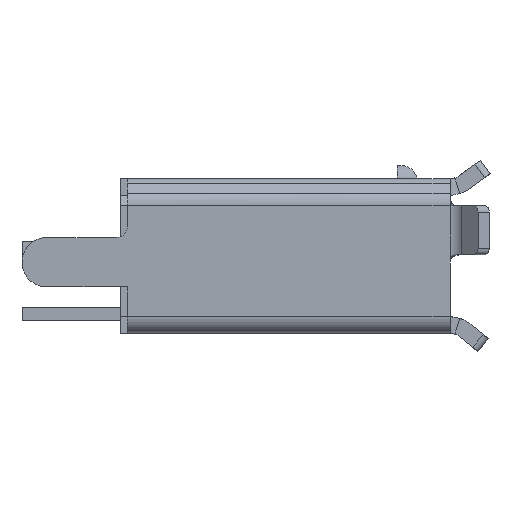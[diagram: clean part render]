
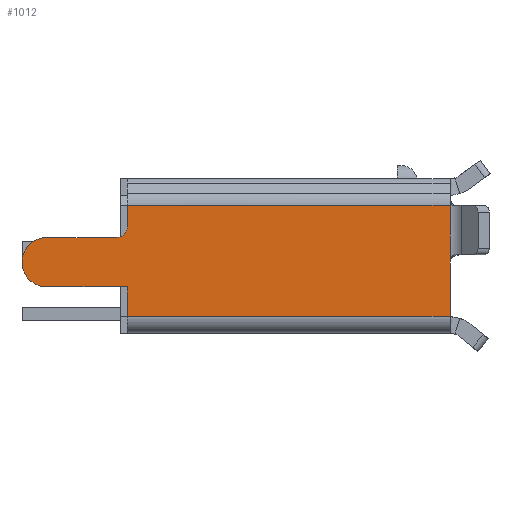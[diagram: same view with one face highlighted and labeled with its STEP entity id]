
A CAD part, left-side view. The second image highlights one B-rep face of the part: STEP entity #1012.
In plain terms, the highlighted planar face has unit normal (-1, 0, 0).
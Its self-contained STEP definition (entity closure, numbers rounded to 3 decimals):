
#1012 = ADVANCED_FACE( '', ( #2058 ), #2059, .T. );
#2058 = FACE_OUTER_BOUND( '', #3221, .T. );
#2059 = PLANE( '', #3222 );
#3221 = EDGE_LOOP( '', ( #5999, #6000, #6001, #6002, #6003, #6004, #6005, #6006, #6007, #6008, #6009 ) );
#3222 = AXIS2_PLACEMENT_3D( '', #6010, #6011, #6012 );
#5999 = ORIENTED_EDGE( '', *, *, #7830, .F. );
#6000 = ORIENTED_EDGE( '', *, *, #7878, .F. );
#6001 = ORIENTED_EDGE( '', *, *, #8087, .T. );
#6002 = ORIENTED_EDGE( '', *, *, #6999, .T. );
#6003 = ORIENTED_EDGE( '', *, *, #7554, .F. );
#6004 = ORIENTED_EDGE( '', *, *, #7778, .F. );
#6005 = ORIENTED_EDGE( '', *, *, #7437, .F. );
#6006 = ORIENTED_EDGE( '', *, *, #7922, .T. );
#6007 = ORIENTED_EDGE( '', *, *, #8088, .T. );
#6008 = ORIENTED_EDGE( '', *, *, #7974, .F. );
#6009 = ORIENTED_EDGE( '', *, *, #7674, .F. );
#6010 = CARTESIAN_POINT( '', ( -3.7, 2.45, -1.175 ) );
#6011 = DIRECTION( '', ( -1., 0., 0. ) );
#6012 = DIRECTION( '', ( 0., 0., 1. ) );
#6999 = EDGE_CURVE( '', #8438, #8436, #8439, .F. );
#7437 = EDGE_CURVE( '', #9187, #9188, #9189, .T. );
#7554 = EDGE_CURVE( '', #9365, #8436, #9366, .T. );
#7674 = EDGE_CURVE( '', #9538, #9541, #9542, .T. );
#7778 = EDGE_CURVE( '', #9188, #9365, #9684, .T. );
#7830 = EDGE_CURVE( '', #9759, #9538, #9761, .T. );
#7878 = EDGE_CURVE( '', #9823, #9759, #9825, .T. );
#7922 = EDGE_CURVE( '', #9187, #9884, #9886, .T. );
#7974 = EDGE_CURVE( '', #9541, #9942, #9948, .T. );
#8087 = EDGE_CURVE( '', #9823, #8438, #10086, .T. );
#8088 = EDGE_CURVE( '', #9884, #9942, #10087, .T. );
#8436 = VERTEX_POINT( '', #10561 );
#8438 = VERTEX_POINT( '', #10564 );
#8439 = CIRCLE( '', #10565, 0.166 );
#9187 = VERTEX_POINT( '', #11668 );
#9188 = VERTEX_POINT( '', #11669 );
#9189 = LINE( '', #11670, #11671 );
#9365 = VERTEX_POINT( '', #11928 );
#9366 = LINE( '', #11929, #11930 );
#9538 = VERTEX_POINT( '', #12190 );
#9541 = VERTEX_POINT( '', #12194 );
#9542 = LINE( '', #12195, #12196 );
#9684 = CIRCLE( '', #12406, 0.375 );
#9759 = VERTEX_POINT( '', #12516 );
#9761 = LINE( '', #12519, #12520 );
#9823 = VERTEX_POINT( '', #12614 );
#9825 = LINE( '', #12616, #12617 );
#9884 = VERTEX_POINT( '', #12710 );
#9886 = LINE( '', #12712, #12713 );
#9942 = VERTEX_POINT( '', #12806 );
#9948 = LINE( '', #12815, #12816 );
#10086 = LINE( '', #13010, #13011 );
#10087 = LINE( '', #13012, #13013 );
#10561 = CARTESIAN_POINT( '', ( -3.7, 2.616, 0.28 ) );
#10564 = CARTESIAN_POINT( '', ( -3.7, 2.45, 0.446 ) );
#10565 = AXIS2_PLACEMENT_3D( '', #13394, #13395, #13396 );
#11668 = CARTESIAN_POINT( '', ( -3.7, 2.45, -0.47 ) );
#11669 = CARTESIAN_POINT( '', ( -3.7, 3.675, -0.47 ) );
#11670 = CARTESIAN_POINT( '', ( -3.7, 2.45, -0.47 ) );
#11671 = VECTOR( '', #13907, 1000. );
#11928 = CARTESIAN_POINT( '', ( -3.7, 3.675, 0.28 ) );
#11929 = CARTESIAN_POINT( '', ( -3.7, 3.675, 0.28 ) );
#11930 = VECTOR( '', #14028, 1000. );
#12190 = CARTESIAN_POINT( '', ( -3.7, -2.45, -0.083 ) );
#12194 = CARTESIAN_POINT( '', ( -3.7, -2.45, -0.108 ) );
#12195 = CARTESIAN_POINT( '', ( -3.7, -2.45, -1.175 ) );
#12196 = VECTOR( '', #14149, 1000. );
#12406 = AXIS2_PLACEMENT_3D( '', #14236, #14237, #14238 );
#12516 = CARTESIAN_POINT( '', ( -3.7, -2.45, 0.767 ) );
#12519 = CARTESIAN_POINT( '', ( -3.7, -2.45, -1.175 ) );
#12520 = VECTOR( '', #14294, 1000. );
#12614 = CARTESIAN_POINT( '', ( -3.7, 2.45, 0.767 ) );
#12616 = CARTESIAN_POINT( '', ( -3.7, 2.45, 0.767 ) );
#12617 = VECTOR( '', #14334, 1000. );
#12710 = CARTESIAN_POINT( '', ( -3.7, 2.45, -0.915 ) );
#12712 = CARTESIAN_POINT( '', ( -3.7, 2.45, -1.175 ) );
#12713 = VECTOR( '', #14377, 1000. );
#12806 = CARTESIAN_POINT( '', ( -3.7, -2.45, -0.915 ) );
#12815 = CARTESIAN_POINT( '', ( -3.7, -2.45, -1.175 ) );
#12816 = VECTOR( '', #14414, 1000. );
#13010 = CARTESIAN_POINT( '', ( -3.7, 2.45, -1.175 ) );
#13011 = VECTOR( '', #14513, 1000. );
#13012 = CARTESIAN_POINT( '', ( -3.7, 2.45, -0.915 ) );
#13013 = VECTOR( '', #14514, 1000. );
#13394 = CARTESIAN_POINT( '', ( -3.7, 2.616, 0.446 ) );
#13395 = DIRECTION( '', ( -1., 0., 0. ) );
#13396 = DIRECTION( '', ( 0., 0., 1. ) );
#13907 = DIRECTION( '', ( 0., 1., 0. ) );
#14028 = DIRECTION( '', ( 0., -1., 0. ) );
#14149 = DIRECTION( '', ( 0., 0., -1. ) );
#14236 = CARTESIAN_POINT( '', ( -3.7, 3.675, -0.095 ) );
#14237 = DIRECTION( '', ( 1., 0., 0. ) );
#14238 = DIRECTION( '', ( 0., -1., 0. ) );
#14294 = DIRECTION( '', ( 0., 0., -1. ) );
#14334 = DIRECTION( '', ( 0., -1., 0. ) );
#14377 = DIRECTION( '', ( 0., 0., -1. ) );
#14414 = DIRECTION( '', ( 0., 0., -1. ) );
#14513 = DIRECTION( '', ( 0., 0., -1. ) );
#14514 = DIRECTION( '', ( 0., -1., 0. ) );
